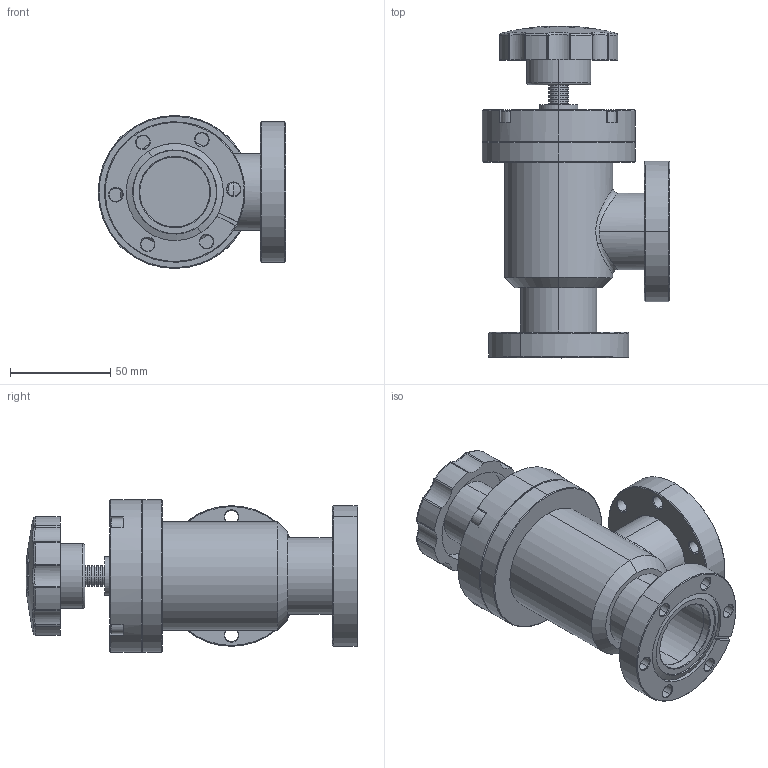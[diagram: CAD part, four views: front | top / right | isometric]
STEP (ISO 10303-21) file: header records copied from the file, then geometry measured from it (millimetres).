
FILE_DESCRIPTION (( 'STEP AP214' ), '1' );
FILE_NAME ('Hositrad_VAV-38CFR.STEP', '2011-09-30T07:51:15', ( '' ), ( '' ), 'SwSTEP 2.0', 'SolidWorks 2011', '' );
FILE_SCHEMA (( 'AUTOMOTIVE_DESIGN' ));
Length unit declared in the file: millimetre
Products named in the file (4): Hexagon socket head cap screw ISO 4762_ISO 4762 M6 x 10 --- 10N; NW35CF-Weld-38.1; Valve-Angle-Body; Hositrad_VAV-38CFR
Assembly tree (8 placements, depth 2):
  Hositrad_VAV-38CFR
    Hexagon socket head cap screw ISO 4762_ISO 4762 M6 x 10 --- 10N  x5
    Valve-Angle-Body
    NW35CF-Weld-38.1  x2
Bounding box: 93.4 x 165.3 x 76.2 mm (x, y, z)
Volume: 255826 mm3; surface area: 85929 mm2
Topology: 8 solids, 8 shells, 568 faces, 1333 edges, 809 vertices
Faces by surface type: plane 182, cylinder 163, cone 117, bspline 44, sphere 32, torus 30
Entity records: 16120 total; most frequent: CARTESIAN_POINT 5666, DIRECTION 2052, ORIENTED_EDGE 1888, EDGE_CURVE 944, AXIS2_PLACEMENT_3D 864, VERTEX_POINT 591, CIRCLE 501, EDGE_LOOP 449
